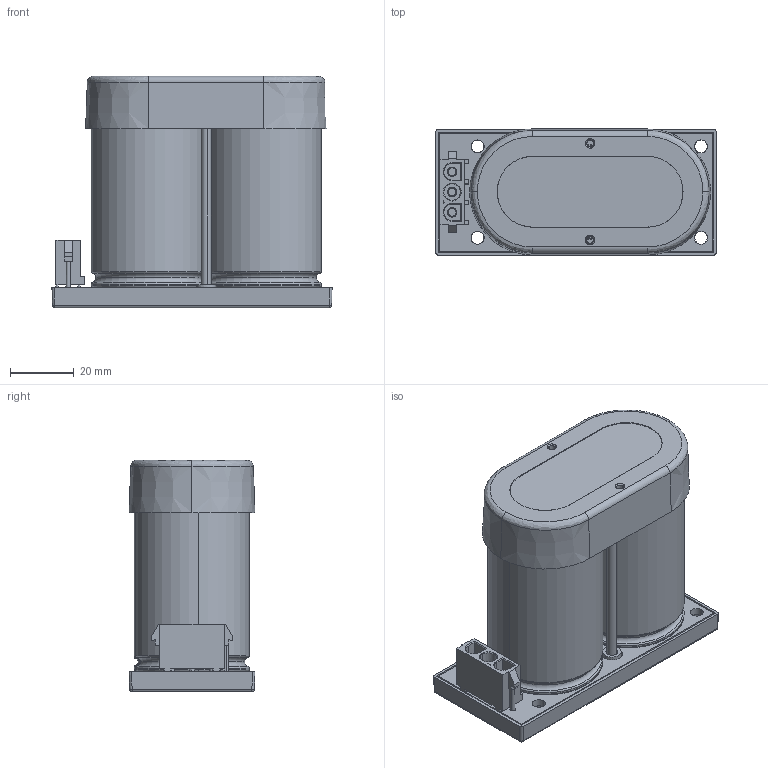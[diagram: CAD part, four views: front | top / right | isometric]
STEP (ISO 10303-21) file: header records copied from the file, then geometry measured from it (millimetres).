
FILE_DESCRIPTION (( 'STEP AP214' ), '1' );
FILE_NAME ('16767.STEP', '2011-08-08T19:44:46', ( 'Vicor Employee' ), ( 'Vicor Corporation' ), 'SwSTEP 2.0', 'SolidWorks 2011', '' );
FILE_SCHEMA (( 'AUTOMOTIVE_DESIGN' ));
Length unit declared in the file: inch
Products named in the file (1): 16767
Bounding box: 87.63 x 39.37 x 72.39 mm (x, y, z)
Volume: 153631 mm3; surface area: 48912.6 mm2
Topology: 2 solids, 17 shells, 591 faces, 1466 edges, 951 vertices
Faces by surface type: plane 289, cylinder 119, cone 103, torus 56, bspline 24
Entity records: 28186 total; most frequent: CARTESIAN_POINT 6456, ORIENTED_EDGE 2932, DIRECTION 2862, EDGE_CURVE 1466, AXIS2_PLACEMENT_3D 1043, VERTEX_POINT 951, VECTOR 776, LINE 776
